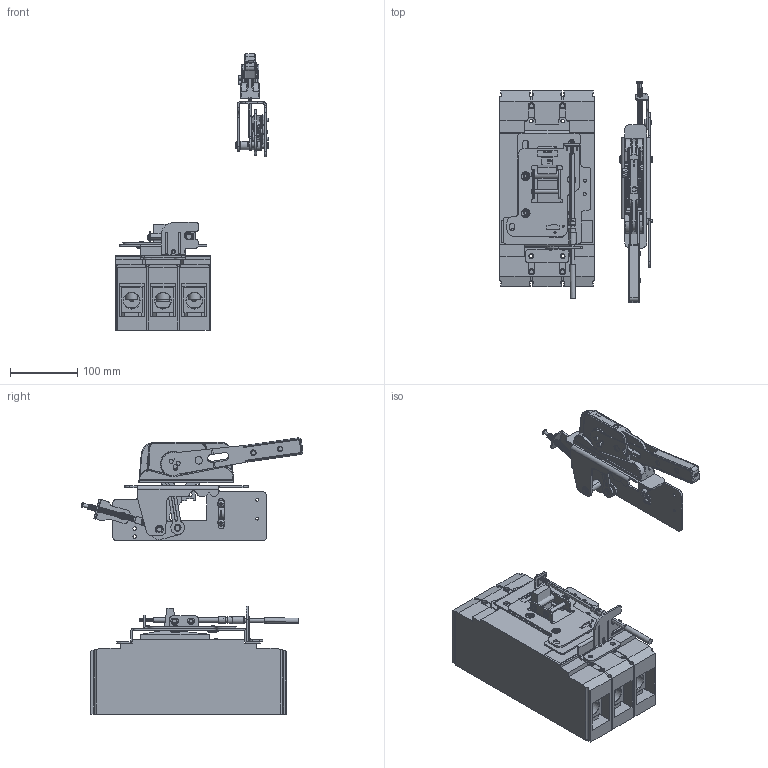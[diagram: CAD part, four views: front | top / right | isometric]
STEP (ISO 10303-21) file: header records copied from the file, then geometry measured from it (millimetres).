
FILE_DESCRIPTION (( 'STEP AP203' ), '1' );
FILE_NAME ('GCBX3-FHC-N3R4-M.step', '2021-09-02T13:19:13', ( '' ), ( '' ), 'SwSTEP 2.0', 'SolidWorks 2021', '' );
FILE_SCHEMA (( 'CONFIG_CONTROL_DESIGN' ));
Length unit declared in the file: inch
Products named in the file (5): GCBX3-CBL-36_2; GCBX3-FHC-N3R4-M_2; GCB400H-3FF400LL; GCBX3-FHC-N3R4-M; GCBX3-FHC-N3R4-M_1
Assembly tree (4 placements, depth 2):
  GCBX3-FHC-N3R4-M
    GCBX3-FHC-N3R4-M_1
    GCBX3-FHC-N3R4-M_2
    GCBX3-CBL-36_2
    GCB400H-3FF400LL
Bounding box: 226 x 328.58 x 409.29 mm (x, y, z)
Volume: 4351613 mm3; surface area: 585678.5 mm2
Topology: 94 solids, 94 shells, 4312 faces, 11464 edges, 7467 vertices
Faces by surface type: plane 2593, cylinder 1247, cone 238, bspline 230, torus 4
Entity records: 159973 total; most frequent: CARTESIAN_POINT 52463, ORIENTED_EDGE 22882, DIRECTION 21212, EDGE_CURVE 11441, LINE 7948, VECTOR 7948, VERTEX_POINT 7467, AXIS2_PLACEMENT_3D 6632
